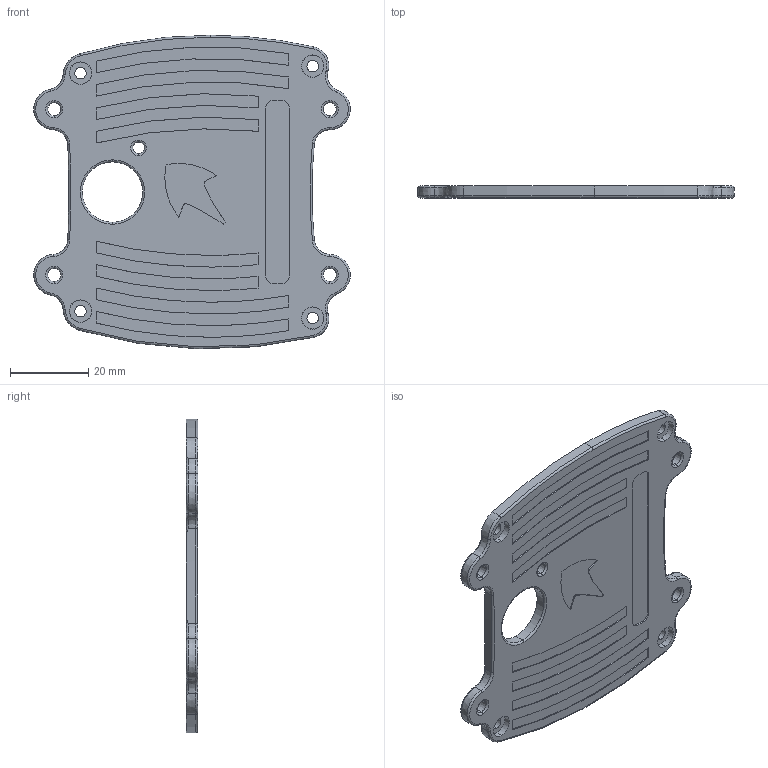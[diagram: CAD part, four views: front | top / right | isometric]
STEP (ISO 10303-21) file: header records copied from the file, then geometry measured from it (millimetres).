
FILE_DESCRIPTION (( 'STEP AP214' ), '1' );
FILE_NAME ('backplate_2c.stp', '', ( '' ), ( '' ), '', '', '' );
FILE_SCHEMA (( 'AUTOMOTIVE_DESIGN' ));
Length unit declared in the file: millimetre
Products named in the file (1): backplate_2c
Bounding box: 81.14 x 3 x 80.39 mm (x, y, z)
Volume: 14405.3 mm3; surface area: 11657.3 mm2
Topology: 1 solids, 1 shells, 209 faces, 510 edges, 319 vertices
Faces by surface type: cone 83, torus 75, plane 47, bspline 4
Entity records: 8017 total; most frequent: CARTESIAN_POINT 1696, DIRECTION 1172, ORIENTED_EDGE 1020, AXIS2_PLACEMENT_3D 516, EDGE_CURVE 510, VERTEX_POINT 319, CIRCLE 310, EDGE_LOOP 245
